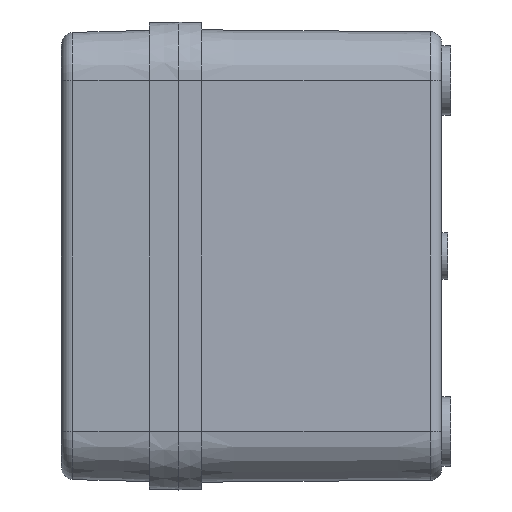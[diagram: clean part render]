
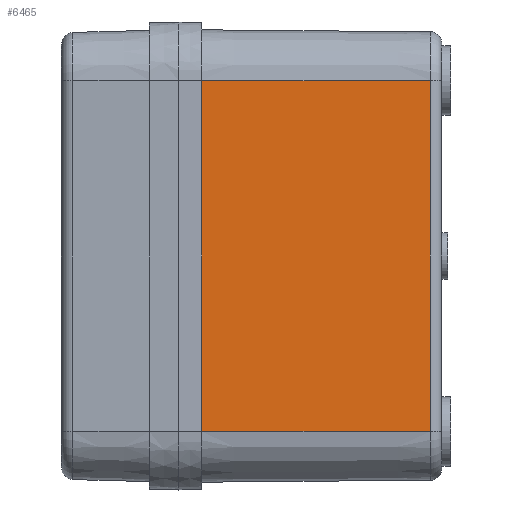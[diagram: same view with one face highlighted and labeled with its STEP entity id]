
A CAD part, left-side view. The second image highlights one B-rep face of the part: STEP entity #6465.
In plain terms, the highlighted planar face has unit normal (-1, -0.009, 0).
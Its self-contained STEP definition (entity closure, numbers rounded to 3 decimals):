
#668 = FACE_OUTER_BOUND ( 'NONE', #9535, .T. ) ;
#759 = DIRECTION ( 'NONE',  ( 0., 0., 1. ) ) ;
#827 = DIRECTION ( 'NONE',  ( -0.009, 1., 0. ) ) ;
#992 = EDGE_CURVE ( 'NONE', #7402, #5195, #2820, .T. ) ;
#1236 = VECTOR ( 'NONE', #827, 1000. ) ;
#1648 = VECTOR ( 'NONE', #6160, 1000. ) ;
#2052 = AXIS2_PLACEMENT_3D ( 'NONE', #8502, #6862, #11204 ) ;
#2820 = LINE ( 'NONE', #6792, #2985 ) ;
#2963 = VERTEX_POINT ( 'NONE', #8837 ) ;
#2985 = VECTOR ( 'NONE', #7613, 1000. ) ;
#3108 = ORIENTED_EDGE ( 'NONE', *, *, #10269, .T. ) ;
#3399 = PLANE ( 'NONE',  #2052 ) ;
#4808 = VERTEX_POINT ( 'NONE', #5759 ) ;
#5120 = CARTESIAN_POINT ( 'NONE',  ( -113.325, -43.017, 30. ) ) ;
#5195 = VERTEX_POINT ( 'NONE', #7688 ) ;
#5207 = LINE ( 'NONE', #11358, #1236 ) ;
#5237 = CARTESIAN_POINT ( 'NONE',  ( -113.7, 0., -30. ) ) ;
#5687 = ORIENTED_EDGE ( 'NONE', *, *, #992, .F. ) ;
#5759 = CARTESIAN_POINT ( 'NONE',  ( -113.325, -43.017, -30. ) ) ;
#6160 = DIRECTION ( 'NONE',  ( -0.009, 1., 0. ) ) ;
#6440 = ORIENTED_EDGE ( 'NONE', *, *, #10291, .T. ) ;
#6465 = ADVANCED_FACE ( 'NONE', ( #668 ), #3399, .T. ) ;
#6588 = ORIENTED_EDGE ( 'NONE', *, *, #7228, .F. ) ;
#6792 = CARTESIAN_POINT ( 'NONE',  ( -113.665, -4., -30. ) ) ;
#6862 = DIRECTION ( 'NONE',  ( -1., -0.009, 0. ) ) ;
#7228 = EDGE_CURVE ( 'NONE', #4808, #7402, #9643, .T. ) ;
#7402 = VERTEX_POINT ( 'NONE', #8193 ) ;
#7613 = DIRECTION ( 'NONE',  ( 0., 0., 1. ) ) ;
#7688 = CARTESIAN_POINT ( 'NONE',  ( -113.665, -4., 30. ) ) ;
#8193 = CARTESIAN_POINT ( 'NONE',  ( -113.665, -4., -30. ) ) ;
#8502 = CARTESIAN_POINT ( 'NONE',  ( -113.7, 0., -30. ) ) ;
#8837 = CARTESIAN_POINT ( 'NONE',  ( -113.325, -43.017, 30. ) ) ;
#8839 = VECTOR ( 'NONE', #759, 1000. ) ;
#8897 = LINE ( 'NONE', #5120, #8839 ) ;
#9535 = EDGE_LOOP ( 'NONE', ( #6588, #6440, #3108, #5687 ) ) ;
#9643 = LINE ( 'NONE', #5237, #1648 ) ;
#10269 = EDGE_CURVE ( 'NONE', #2963, #5195, #5207, .T. ) ;
#10291 = EDGE_CURVE ( 'NONE', #4808, #2963, #8897, .T. ) ;
#11204 = DIRECTION ( 'NONE',  ( 0.009, -1., 0. ) ) ;
#11358 = CARTESIAN_POINT ( 'NONE',  ( -113.7, 0., 30. ) ) ;
